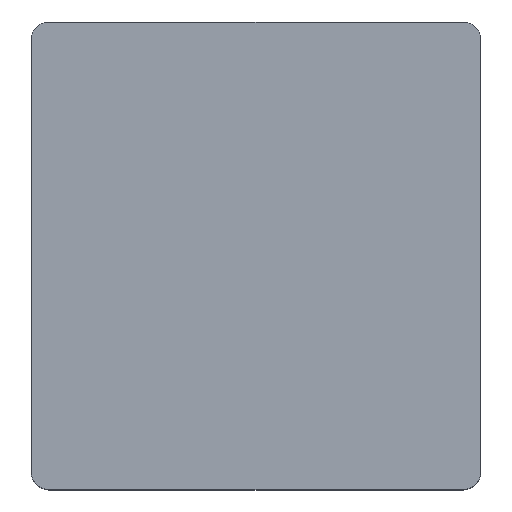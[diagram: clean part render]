
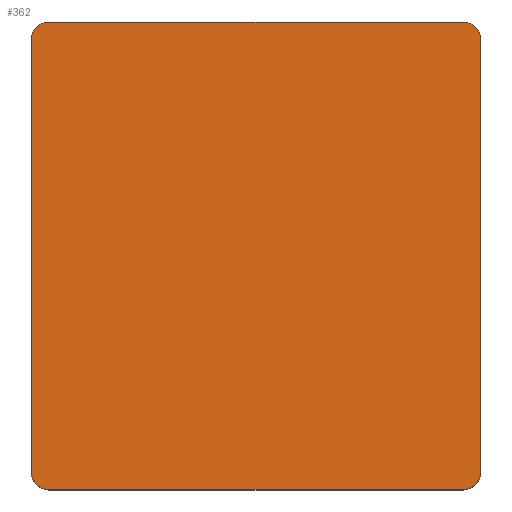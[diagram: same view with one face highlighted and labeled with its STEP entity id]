
A CAD part, top view. The second image highlights one B-rep face of the part: STEP entity #362.
In plain terms, the highlighted planar face has unit normal (0, 0, 1).
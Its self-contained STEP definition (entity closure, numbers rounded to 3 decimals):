
#28=PLANE('',#396);
#50=FACE_OUTER_BOUND('',#72,.T.);
#72=EDGE_LOOP('',(#293,#294,#295,#296,#297,#298,#299,#300));
#89=LINE('',#526,#129);
#95=LINE('',#546,#135);
#98=LINE('',#554,#138);
#100=LINE('',#560,#140);
#129=VECTOR('',#423,7.1);
#135=VECTOR('',#443,7.4);
#138=VECTOR('',#452,7.1);
#140=VECTOR('',#460,7.4);
#165=CIRCLE('',#380,0.3);
#170=CIRCLE('',#388,0.3);
#171=CIRCLE('',#391,0.3);
#172=CIRCLE('',#394,0.3);
#173=VERTEX_POINT('',#513);
#174=VERTEX_POINT('',#514);
#178=VERTEX_POINT('',#524);
#184=VERTEX_POINT('',#540);
#185=VERTEX_POINT('',#544);
#186=VERTEX_POINT('',#548);
#187=VERTEX_POINT('',#552);
#188=VERTEX_POINT('',#556);
#205=EDGE_CURVE('',#173,#174,#165,.T.);
#211=EDGE_CURVE('',#173,#178,#89,.T.);
#218=EDGE_CURVE('',#184,#178,#170,.T.);
#221=EDGE_CURVE('',#184,#185,#95,.T.);
#222=EDGE_CURVE('',#186,#185,#171,.T.);
#225=EDGE_CURVE('',#186,#187,#98,.T.);
#226=EDGE_CURVE('',#188,#187,#172,.T.);
#228=EDGE_CURVE('',#188,#174,#100,.T.);
#293=ORIENTED_EDGE('',*,*,#205,.F.);
#294=ORIENTED_EDGE('',*,*,#211,.T.);
#295=ORIENTED_EDGE('',*,*,#218,.F.);
#296=ORIENTED_EDGE('',*,*,#221,.T.);
#297=ORIENTED_EDGE('',*,*,#222,.F.);
#298=ORIENTED_EDGE('',*,*,#225,.T.);
#299=ORIENTED_EDGE('',*,*,#226,.F.);
#300=ORIENTED_EDGE('',*,*,#228,.T.);
#362=ADVANCED_FACE('',(#50),#28,.T.);
#380=AXIS2_PLACEMENT_3D('',#515,#413,#414);
#388=AXIS2_PLACEMENT_3D('',#541,#437,#438);
#391=AXIS2_PLACEMENT_3D('',#549,#446,#447);
#394=AXIS2_PLACEMENT_3D('',#557,#455,#456);
#396=AXIS2_PLACEMENT_3D('',#561,#461,#462);
#413=DIRECTION('center_axis',(0.,0.,-1.));
#414=DIRECTION('ref_axis',(-0.707,-0.707,0.));
#423=DIRECTION('',(1.,0.,0.));
#437=DIRECTION('center_axis',(0.,0.,-1.));
#438=DIRECTION('ref_axis',(0.707,-0.707,0.));
#443=DIRECTION('',(0.,1.,0.));
#446=DIRECTION('center_axis',(0.,0.,-1.));
#447=DIRECTION('ref_axis',(0.707,0.707,0.));
#452=DIRECTION('',(-1.,0.,0.));
#455=DIRECTION('center_axis',(0.,0.,-1.));
#456=DIRECTION('ref_axis',(-0.707,0.707,0.));
#460=DIRECTION('',(0.,-1.,0.));
#461=DIRECTION('center_axis',(0.,0.,1.));
#462=DIRECTION('ref_axis',(1.,0.,0.));
#513=CARTESIAN_POINT('',(-3.55,-4.,7.));
#514=CARTESIAN_POINT('',(-3.85,-3.7,7.));
#515=CARTESIAN_POINT('Origin',(-3.55,-3.7,7.));
#524=CARTESIAN_POINT('',(3.55,-4.,7.));
#526=CARTESIAN_POINT('',(3.85,-4.,7.));
#540=CARTESIAN_POINT('',(3.85,-3.7,7.));
#541=CARTESIAN_POINT('Origin',(3.55,-3.7,7.));
#544=CARTESIAN_POINT('',(3.85,3.7,7.));
#546=CARTESIAN_POINT('',(3.85,4.,7.));
#548=CARTESIAN_POINT('',(3.55,4.,7.));
#549=CARTESIAN_POINT('Origin',(3.55,3.7,7.));
#552=CARTESIAN_POINT('',(-3.55,4.,7.));
#554=CARTESIAN_POINT('',(-3.85,4.,7.));
#556=CARTESIAN_POINT('',(-3.85,3.7,7.));
#557=CARTESIAN_POINT('Origin',(-3.55,3.7,7.));
#560=CARTESIAN_POINT('',(-3.85,-4.,7.));
#561=CARTESIAN_POINT('Origin',(0.,0.,7.));
